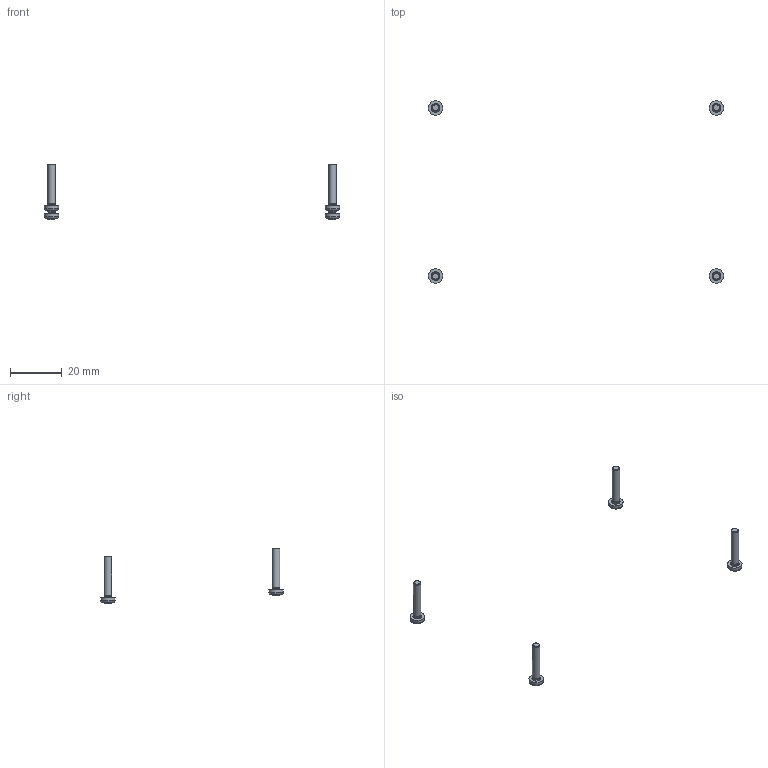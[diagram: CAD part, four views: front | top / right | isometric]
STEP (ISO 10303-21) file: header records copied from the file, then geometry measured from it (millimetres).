
FILE_DESCRIPTION(/* description */ (''),/* implementation_level */ '2;1');
FILE_NAME(/* name */ 'screws.step',/* time_stamp */ '2025-10-21T21:28:24+08:00',/* author */ (''),/* organization */ (''),/* preprocessor_version */ 'ST-DEVELOPER v20.1',/* originating_system */ 'Autodesk Translation Framework v14.17.0.0',/* authorisation */ '');
FILE_SCHEMA (('AUTOMOTIVE_DESIGN { 1 0 10303 214 3 1 1 }'));
Length unit declared in the file: millimetre
Products named in the file (3): again; screws; ISO 7045 - M3 x 16 - Z Steel 4.6 Plain
Assembly tree (5 placements, depth 3):
  again
    screws
      ISO 7045 - M3 x 16 - Z Steel 4.6 Plain  x4
Bounding box: 114.1 x 70.6 x 21.46 mm (x, y, z)
Volume: 612.4 mm3; surface area: 921.3 mm2
Topology: 4 solids, 4 shells, 156 faces, 380 edges, 236 vertices
Faces by surface type: plane 124, cone 12, torus 8, cylinder 8, sphere 4
Full cylindrical faces by diameter (mm): 2.729 x4, 2.927 x4
Entity records: 1257 total; most frequent: DIRECTION 223, CARTESIAN_POINT 201, ORIENTED_EDGE 190, EDGE_CURVE 95, AXIS2_PLACEMENT_3D 81, LINE 61, VECTOR 61, VERTEX_POINT 59
